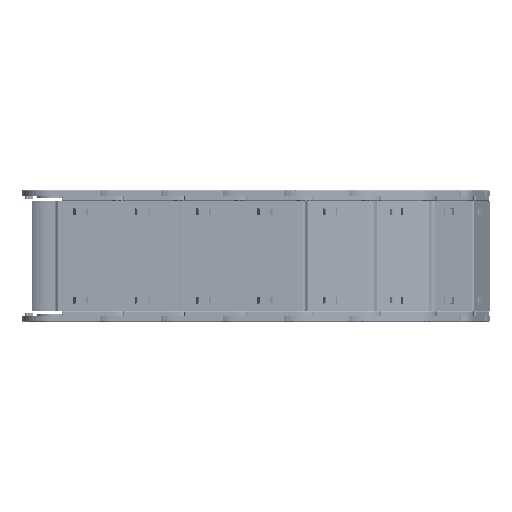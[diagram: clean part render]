
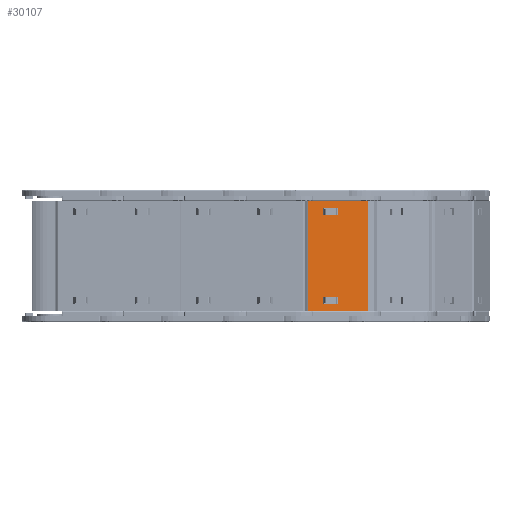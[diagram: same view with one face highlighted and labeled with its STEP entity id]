
A CAD part, front view. The second image highlights one B-rep face of the part: STEP entity #30107.
In plain terms, the highlighted face is planar.
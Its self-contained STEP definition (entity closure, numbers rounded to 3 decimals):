
#516 = CARTESIAN_POINT ( 'NONE',  ( -43.943, 70.399, -32.166 ) ) ;
#606 = VERTEX_POINT ( 'NONE', #20362 ) ;
#1295 = EDGE_CURVE ( 'NONE', #13089, #606, #24717, .T. ) ;
#1954 = DIRECTION ( 'NONE',  ( 0., 0., -1. ) ) ;
#2318 = EDGE_LOOP ( 'NONE', ( #10807, #22268, #6713, #18500 ) ) ;
#2461 = VERTEX_POINT ( 'NONE', #31179 ) ;
#2768 = VERTEX_POINT ( 'NONE', #34087 ) ;
#3479 = EDGE_CURVE ( 'NONE', #33304, #39842, #43508, .T. ) ;
#4853 = FACE_OUTER_BOUND ( 'NONE', #37957, .T. ) ;
#6713 = ORIENTED_EDGE ( 'NONE', *, *, #13846, .T. ) ;
#6740 = VERTEX_POINT ( 'NONE', #44746 ) ;
#7770 = VECTOR ( 'NONE', #1954, 1000. ) ;
#9035 = VERTEX_POINT ( 'NONE', #35653 ) ;
#9104 = CARTESIAN_POINT ( 'NONE',  ( -12.723, 70.399, 90.053 ) ) ;
#9259 = ORIENTED_EDGE ( 'NONE', *, *, #38013, .T. ) ;
#9458 = DIRECTION ( 'NONE',  ( -1., 0., 0. ) ) ;
#9679 = ORIENTED_EDGE ( 'NONE', *, *, #43535, .F. ) ;
#9793 = ORIENTED_EDGE ( 'NONE', *, *, #20064, .F. ) ;
#10594 = CARTESIAN_POINT ( 'NONE',  ( -40.943, 70.399, -19.116 ) ) ;
#10807 = ORIENTED_EDGE ( 'NONE', *, *, #23422, .T. ) ;
#11356 = VECTOR ( 'NONE', #34458, 1000. ) ;
#12457 = LINE ( 'NONE', #31737, #43879 ) ;
#12629 = CARTESIAN_POINT ( 'NONE',  ( -40.943, 70.399, 55.884 ) ) ;
#12977 = CARTESIAN_POINT ( 'NONE',  ( -40.943, 70.399, -19.116 ) ) ;
#13089 = VERTEX_POINT ( 'NONE', #43496 ) ;
#13846 = EDGE_CURVE ( 'NONE', #25920, #9035, #33171, .T. ) ;
#14345 = VECTOR ( 'NONE', #36921, 1000. ) ;
#15474 = VECTOR ( 'NONE', #34707, 1000. ) ;
#15587 = AXIS2_PLACEMENT_3D ( 'NONE', #16749, #44426, #44128 ) ;
#16448 = PLANE ( 'NONE',  #15587 ) ;
#16749 = CARTESIAN_POINT ( 'NONE',  ( -43.943, 70.399, 8.434 ) ) ;
#16750 = EDGE_CURVE ( 'NONE', #2461, #33304, #12457, .T. ) ;
#17780 = DIRECTION ( 'NONE',  ( -1., 0., 0. ) ) ;
#18164 = LINE ( 'NONE', #9104, #7770 ) ;
#18294 = EDGE_LOOP ( 'NONE', ( #43945, #24394, #9679, #32187 ) ) ;
#18500 = ORIENTED_EDGE ( 'NONE', *, *, #25883, .T. ) ;
#19522 = CARTESIAN_POINT ( 'NONE',  ( -12.723, 70.399, -32.166 ) ) ;
#20064 = EDGE_CURVE ( 'NONE', #29187, #2768, #20444, .T. ) ;
#20084 = LINE ( 'NONE', #22345, #41207 ) ;
#20362 = CARTESIAN_POINT ( 'NONE',  ( -68.923, 70.399, 68.934 ) ) ;
#20444 = LINE ( 'NONE', #516, #39928 ) ;
#22268 = ORIENTED_EDGE ( 'NONE', *, *, #23595, .T. ) ;
#22345 = CARTESIAN_POINT ( 'NONE',  ( -40.943, 70.399, -25.416 ) ) ;
#23422 = EDGE_CURVE ( 'NONE', #25677, #35787, #41999, .T. ) ;
#23445 = DIRECTION ( 'NONE',  ( 1., 0., 0. ) ) ;
#23480 = VECTOR ( 'NONE', #9458, 1000. ) ;
#23552 = EDGE_CURVE ( 'NONE', #13089, #29187, #18164, .T. ) ;
#23595 = EDGE_CURVE ( 'NONE', #35787, #25920, #43594, .T. ) ;
#24394 = ORIENTED_EDGE ( 'NONE', *, *, #16750, .F. ) ;
#24717 = LINE ( 'NONE', #44809, #15474 ) ;
#24771 = DIRECTION ( 'NONE',  ( 0., 0., 1. ) ) ;
#25552 = CARTESIAN_POINT ( 'NONE',  ( -68.923, 70.399, 90.053 ) ) ;
#25677 = VERTEX_POINT ( 'NONE', #34799 ) ;
#25793 = LINE ( 'NONE', #25552, #34457 ) ;
#25883 = EDGE_CURVE ( 'NONE', #9035, #25677, #41309, .T. ) ;
#25920 = VERTEX_POINT ( 'NONE', #30048 ) ;
#27639 = DIRECTION ( 'NONE',  ( -1., 0., 0. ) ) ;
#29187 = VERTEX_POINT ( 'NONE', #19522 ) ;
#29328 = CARTESIAN_POINT ( 'NONE',  ( -40.943, 70.399, 55.884 ) ) ;
#29743 = DIRECTION ( 'NONE',  ( 0., 0., -1. ) ) ;
#30048 = CARTESIAN_POINT ( 'NONE',  ( -40.943, 70.399, 62.184 ) ) ;
#30107 = ADVANCED_FACE ( 'NONE', ( #41824, #4853, #43954 ), #16448, .F. ) ;
#30425 = CARTESIAN_POINT ( 'NONE',  ( -40.943, 70.399, 62.184 ) ) ;
#31179 = CARTESIAN_POINT ( 'NONE',  ( -26.943, 70.399, -25.416 ) ) ;
#31719 = VECTOR ( 'NONE', #17780, 1000. ) ;
#31737 = CARTESIAN_POINT ( 'NONE',  ( -26.943, 70.399, -19.116 ) ) ;
#32187 = ORIENTED_EDGE ( 'NONE', *, *, #33285, .F. ) ;
#32673 = DIRECTION ( 'NONE',  ( 0., 0., -1. ) ) ;
#32917 = ORIENTED_EDGE ( 'NONE', *, *, #1295, .T. ) ;
#33171 = LINE ( 'NONE', #30425, #34249 ) ;
#33205 = VECTOR ( 'NONE', #29743, 1000. ) ;
#33285 = EDGE_CURVE ( 'NONE', #39842, #6740, #39582, .T. ) ;
#33304 = VERTEX_POINT ( 'NONE', #34299 ) ;
#34087 = CARTESIAN_POINT ( 'NONE',  ( -68.923, 70.399, -32.166 ) ) ;
#34249 = VECTOR ( 'NONE', #23445, 1000. ) ;
#34299 = CARTESIAN_POINT ( 'NONE',  ( -26.943, 70.399, -19.116 ) ) ;
#34457 = VECTOR ( 'NONE', #32673, 1000. ) ;
#34458 = DIRECTION ( 'NONE',  ( 0., 0., -1. ) ) ;
#34707 = DIRECTION ( 'NONE',  ( -1., 0., 0. ) ) ;
#34799 = CARTESIAN_POINT ( 'NONE',  ( -26.943, 70.399, 55.884 ) ) ;
#34838 = ORIENTED_EDGE ( 'NONE', *, *, #23552, .F. ) ;
#35653 = CARTESIAN_POINT ( 'NONE',  ( -26.943, 70.399, 62.184 ) ) ;
#35787 = VERTEX_POINT ( 'NONE', #29328 ) ;
#36921 = DIRECTION ( 'NONE',  ( 0., 0., 1. ) ) ;
#37425 = CARTESIAN_POINT ( 'NONE',  ( -40.943, 70.399, -19.116 ) ) ;
#37957 = EDGE_LOOP ( 'NONE', ( #34838, #32917, #9259, #9793 ) ) ;
#38013 = EDGE_CURVE ( 'NONE', #606, #2768, #25793, .T. ) ;
#39466 = DIRECTION ( 'NONE',  ( 1., 0., 0. ) ) ;
#39582 = LINE ( 'NONE', #10594, #11356 ) ;
#39842 = VERTEX_POINT ( 'NONE', #37425 ) ;
#39928 = VECTOR ( 'NONE', #27639, 1000. ) ;
#41207 = VECTOR ( 'NONE', #39466, 1000. ) ;
#41309 = LINE ( 'NONE', #42620, #33205 ) ;
#41824 = FACE_BOUND ( 'NONE', #18294, .T. ) ;
#41999 = LINE ( 'NONE', #45005, #31719 ) ;
#42620 = CARTESIAN_POINT ( 'NONE',  ( -26.943, 70.399, 55.884 ) ) ;
#43496 = CARTESIAN_POINT ( 'NONE',  ( -12.723, 70.399, 68.934 ) ) ;
#43508 = LINE ( 'NONE', #12977, #23480 ) ;
#43535 = EDGE_CURVE ( 'NONE', #6740, #2461, #20084, .T. ) ;
#43594 = LINE ( 'NONE', #12629, #14345 ) ;
#43879 = VECTOR ( 'NONE', #24771, 1000. ) ;
#43945 = ORIENTED_EDGE ( 'NONE', *, *, #3479, .F. ) ;
#43954 = FACE_BOUND ( 'NONE', #2318, .T. ) ;
#44128 = DIRECTION ( 'NONE',  ( 0., 0., -1. ) ) ;
#44426 = DIRECTION ( 'NONE',  ( 0., 1., 0. ) ) ;
#44746 = CARTESIAN_POINT ( 'NONE',  ( -40.943, 70.399, -25.416 ) ) ;
#44809 = CARTESIAN_POINT ( 'NONE',  ( -43.943, 70.399, 68.934 ) ) ;
#45005 = CARTESIAN_POINT ( 'NONE',  ( -40.943, 70.399, 55.884 ) ) ;
